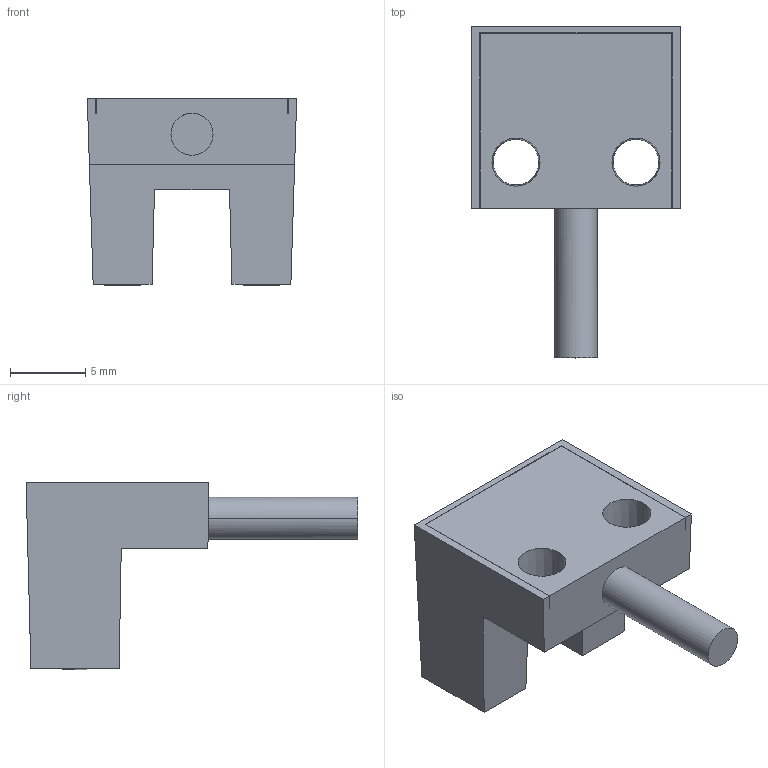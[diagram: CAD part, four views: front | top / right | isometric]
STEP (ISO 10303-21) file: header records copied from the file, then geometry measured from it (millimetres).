
FILE_DESCRIPTION (( 'STEP AP214' ), '1' );
FILE_NAME ('PXSLSL-205NA-W_3D.STEP', '2022-10-21T18:44:43', ( '' ), ( '' ), 'SwSTEP 2.0', 'SolidWorks 2022', '' );
FILE_SCHEMA (( 'AUTOMOTIVE_DESIGN' ));
Length unit declared in the file: inch
Products named in the file (1): PXSLSL-205NA-W_3D
Bounding box: 13.96 x 22.13 x 12.5 mm (x, y, z)
Volume: 1039.4 mm3; surface area: 1372.2 mm2
Topology: 1 solids, 1 shells, 146 faces, 417 edges, 276 vertices
Faces by surface type: plane 134, cylinder 7, cone 5
Entity records: 4737 total; most frequent: CARTESIAN_POINT 918, ORIENTED_EDGE 834, DIRECTION 701, EDGE_CURVE 417, VECTOR 375, LINE 375, VERTEX_POINT 276, AXIS2_PLACEMENT_3D 163
